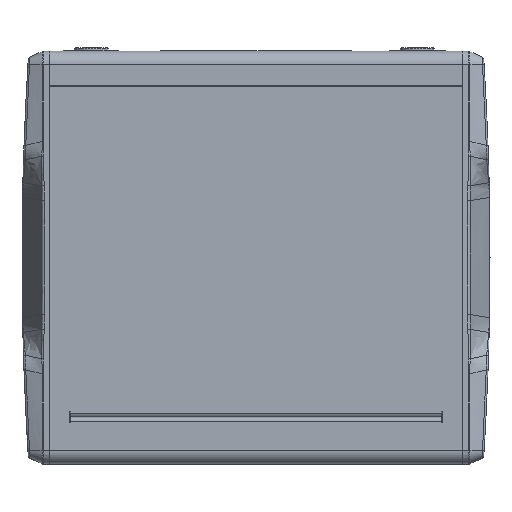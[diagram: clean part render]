
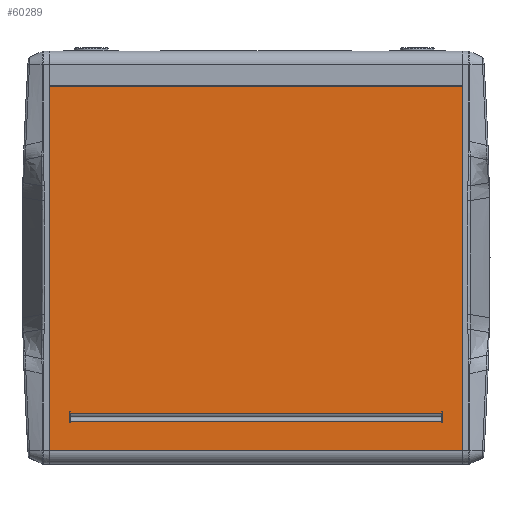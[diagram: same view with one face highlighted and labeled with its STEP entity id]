
A CAD part, top view. The second image highlights one B-rep face of the part: STEP entity #60289.
In plain terms, the highlighted planar face has unit normal (0, 0, 1).
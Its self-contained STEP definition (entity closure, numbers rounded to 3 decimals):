
#2627=FACE_BOUND('',#11327,.T.);
#4510=PLANE('',#63891);
#8001=FACE_OUTER_BOUND('',#11326,.T.);
#11326=EDGE_LOOP('',(#53862,#53863,#53864,#53865));
#11327=EDGE_LOOP('',(#53866,#53867,#53868,#53869,#53870,#53871,#53872,#53873,
#53874,#53875,#53876,#53877));
#14763=LINE('',#87170,#20418);
#14773=LINE('',#87198,#20428);
#14775=LINE('',#87203,#20430);
#14777=LINE('',#87207,#20432);
#14778=LINE('',#87211,#20433);
#14780=LINE('',#87221,#20435);
#15046=LINE('',#110823,#20701);
#15305=LINE('',#134407,#20960);
#16980=LINE('',#151766,#22635);
#16982=LINE('',#151769,#22637);
#16984=LINE('',#151773,#22639);
#16986=LINE('',#151779,#22641);
#16988=LINE('',#151783,#22643);
#16989=LINE('',#151785,#22644);
#16990=LINE('',#151787,#22645);
#16991=LINE('',#151788,#22646);
#20418=VECTOR('',#71606,10.);
#20428=VECTOR('',#71628,10.);
#20430=VECTOR('',#71634,10.);
#20432=VECTOR('',#71638,10.);
#20433=VECTOR('',#71643,10.);
#20435=VECTOR('',#71655,10.);
#20701=VECTOR('',#72643,10.);
#20960=VECTOR('',#73638,10.);
#22635=VECTOR('',#76629,10.);
#22637=VECTOR('',#76633,10.);
#22639=VECTOR('',#76637,10.);
#22641=VECTOR('',#76645,10.);
#22643=VECTOR('',#76649,10.);
#22644=VECTOR('',#76652,10.);
#22645=VECTOR('',#76653,10.);
#22646=VECTOR('',#76654,10.);
#26455=VERTEX_POINT('',#87167);
#26456=VERTEX_POINT('',#87169);
#26467=VERTEX_POINT('',#87195);
#26468=VERTEX_POINT('',#87197);
#26469=VERTEX_POINT('',#87201);
#26470=VERTEX_POINT('',#87205);
#26473=VERTEX_POINT('',#87219);
#26474=VERTEX_POINT('',#87220);
#26956=VERTEX_POINT('',#110820);
#26957=VERTEX_POINT('',#110822);
#27422=VERTEX_POINT('',#134403);
#29041=VERTEX_POINT('',#151765);
#29042=VERTEX_POINT('',#151771);
#29043=VERTEX_POINT('',#151777);
#29044=VERTEX_POINT('',#151781);
#29045=VERTEX_POINT('',#151786);
#33284=EDGE_CURVE('',#26456,#26455,#14763,.T.);
#33298=EDGE_CURVE('',#26468,#26467,#14773,.T.);
#33301=EDGE_CURVE('',#26467,#26469,#14775,.T.);
#33303=EDGE_CURVE('',#26470,#26456,#14777,.T.);
#33305=EDGE_CURVE('',#26455,#26468,#14778,.T.);
#33310=EDGE_CURVE('',#26473,#26474,#14780,.T.);
#34102=EDGE_CURVE('',#26957,#26956,#15046,.T.);
#34885=EDGE_CURVE('',#26474,#27422,#15305,.T.);
#37331=EDGE_CURVE('',#29041,#26470,#16980,.T.);
#37333=EDGE_CURVE('',#26956,#29041,#16982,.T.);
#37335=EDGE_CURVE('',#29042,#26473,#16984,.T.);
#37338=EDGE_CURVE('',#29043,#26469,#16986,.T.);
#37340=EDGE_CURVE('',#29043,#29044,#16988,.T.);
#37341=EDGE_CURVE('',#29042,#27422,#16989,.T.);
#37342=EDGE_CURVE('',#29044,#29045,#16990,.T.);
#37343=EDGE_CURVE('',#29045,#26957,#16991,.T.);
#53862=ORIENTED_EDGE('',*,*,#34885,.F.);
#53863=ORIENTED_EDGE('',*,*,#33310,.F.);
#53864=ORIENTED_EDGE('',*,*,#37335,.F.);
#53865=ORIENTED_EDGE('',*,*,#37341,.T.);
#53866=ORIENTED_EDGE('',*,*,#37338,.F.);
#53867=ORIENTED_EDGE('',*,*,#37340,.T.);
#53868=ORIENTED_EDGE('',*,*,#37342,.T.);
#53869=ORIENTED_EDGE('',*,*,#37343,.T.);
#53870=ORIENTED_EDGE('',*,*,#34102,.T.);
#53871=ORIENTED_EDGE('',*,*,#37333,.T.);
#53872=ORIENTED_EDGE('',*,*,#37331,.T.);
#53873=ORIENTED_EDGE('',*,*,#33303,.T.);
#53874=ORIENTED_EDGE('',*,*,#33284,.T.);
#53875=ORIENTED_EDGE('',*,*,#33305,.T.);
#53876=ORIENTED_EDGE('',*,*,#33298,.T.);
#53877=ORIENTED_EDGE('',*,*,#33301,.T.);
#60289=ADVANCED_FACE('',(#8001,#2627),#4510,.F.);
#63891=AXIS2_PLACEMENT_3D('',#151784,#76650,#76651);
#71606=DIRECTION('',(0.,-1.,0.));
#71628=DIRECTION('',(0.,1.,0.));
#71634=DIRECTION('',(1.,0.,0.));
#71638=DIRECTION('',(1.,0.,0.));
#71643=DIRECTION('',(1.,0.,0.));
#71655=DIRECTION('',(1.,0.,0.));
#72643=DIRECTION('',(0.,-1.,0.));
#73638=DIRECTION('',(0.,-1.,0.));
#76629=DIRECTION('',(0.,1.,0.));
#76633=DIRECTION('',(-1.,0.,0.));
#76637=DIRECTION('',(0.,1.,0.));
#76645=DIRECTION('',(0.,1.,0.));
#76649=DIRECTION('',(-1.,0.,0.));
#76650=DIRECTION('center_axis',(0.,0.,
-1.));
#76651=DIRECTION('ref_axis',(0.,1.,0.));
#76652=DIRECTION('',(1.,0.,0.));
#76653=DIRECTION('',(0.,1.,0.));
#76654=DIRECTION('',(-1.,0.,0.));
#87167=CARTESIAN_POINT('',(-135.,-113.,170.));
#87169=CARTESIAN_POINT('',(-135.,-112.,170.));
#87170=CARTESIAN_POINT('',(-135.,-55.9,170.));
#87195=CARTESIAN_POINT('',(135.,-112.,170.));
#87197=CARTESIAN_POINT('',(135.,-113.,170.));
#87198=CARTESIAN_POINT('',(135.,-55.9,170.));
#87201=CARTESIAN_POINT('',(135.5,-112.,170.));
#87203=CARTESIAN_POINT('',(71.25,-112.,170.));
#87205=CARTESIAN_POINT('',(-135.5,-112.,170.));
#87207=CARTESIAN_POINT('',(-71.25,-112.,170.));
#87211=CARTESIAN_POINT('',(-75.,-113.,170.));
#87219=CARTESIAN_POINT('',(-150.,124.4,170.));
#87220=CARTESIAN_POINT('',(150.,124.4,170.));
#87221=CARTESIAN_POINT('',(-150.,124.4,170.));
#110820=CARTESIAN_POINT('',(-135.,-120.,170.));
#110822=CARTESIAN_POINT('',(-135.,-119.,170.));
#110823=CARTESIAN_POINT('',(-135.,-127.597,170.));
#134403=CARTESIAN_POINT('',(150.,-140.,170.));
#134407=CARTESIAN_POINT('',(150.,-154.388,170.));
#151765=CARTESIAN_POINT('',(-135.5,-120.,170.));
#151766=CARTESIAN_POINT('',(-135.5,-120.,170.));
#151769=CARTESIAN_POINT('',(-78.686,-120.,170.));
#151771=CARTESIAN_POINT('',(-150.,-140.,170.));
#151773=CARTESIAN_POINT('',(-150.,-116.,170.));
#151777=CARTESIAN_POINT('',(135.5,-120.,170.));
#151779=CARTESIAN_POINT('',(135.5,-116.,170.));
#151781=CARTESIAN_POINT('',(135.,-120.,170.));
#151783=CARTESIAN_POINT('',(78.686,-120.,170.));
#151784=CARTESIAN_POINT('Origin',(0.,-135.194,
170.));
#151785=CARTESIAN_POINT('',(0.,-140.,170.));
#151786=CARTESIAN_POINT('',(135.,-119.,170.));
#151787=CARTESIAN_POINT('',(135.,-127.597,170.));
#151788=CARTESIAN_POINT('',(75.,-119.,170.));
